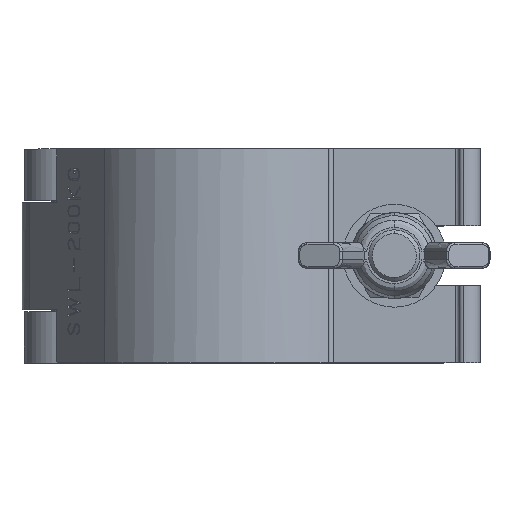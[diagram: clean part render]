
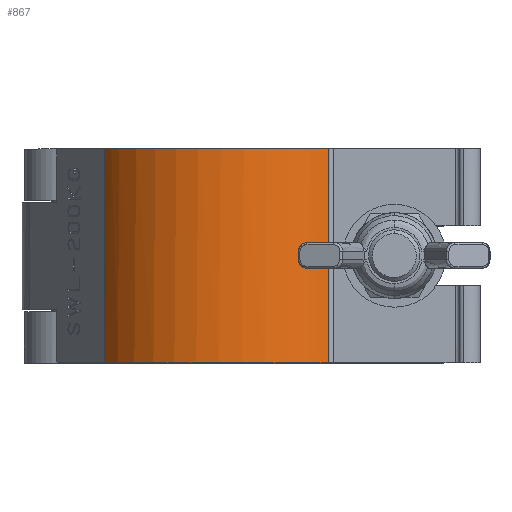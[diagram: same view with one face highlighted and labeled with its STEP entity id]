
A CAD part, top view. The second image highlights one B-rep face of the part: STEP entity #867.
In plain terms, the highlighted free-form (B-spline) face has degree [2, 1] with [9, 2] control points.
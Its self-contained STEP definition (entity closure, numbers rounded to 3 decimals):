
#867=ADVANCED_FACE('',(#1838),#15666,.T.);
#1838=FACE_OUTER_BOUND('',#2838,.T.);
#2838=EDGE_LOOP('',(#6744,#6745,#6746,#6747));
#6744=ORIENTED_EDGE('',*,*,#10020,.F.);
#6745=ORIENTED_EDGE('',*,*,#10022,.T.);
#6746=ORIENTED_EDGE('',*,*,#10023,.T.);
#6747=ORIENTED_EDGE('',*,*,#10024,.T.);
#10020=EDGE_CURVE('',#14466,#14467,#12188,.T.);
#10022=EDGE_CURVE('',#14466,#14468,#13018,.T.);
#10023=EDGE_CURVE('',#14468,#14469,#12190,.T.);
#10024=EDGE_CURVE('',#14469,#14467,#13019,.T.);
#12188=B_SPLINE_CURVE_WITH_KNOTS('',1,(#33015,#33016),.UNSPECIFIED.,.F.,
 .F.,(2,2),(-40.,10.),.UNSPECIFIED.);
#12190=B_SPLINE_CURVE_WITH_KNOTS('',1,(#33024,#33025),.UNSPECIFIED.,.F.,
 .F.,(2,2),(-40.,10.),.UNSPECIFIED.);
#13018=(
BOUNDED_CURVE()
B_SPLINE_CURVE(2,(#33019,#33020,#33021,#33022,#33023),.UNSPECIFIED.,.F.,
 .F.)
B_SPLINE_CURVE_WITH_KNOTS((3,2,3),(0.,30.035,60.07),
 .UNSPECIFIED.)
CURVE()
GEOMETRIC_REPRESENTATION_ITEM()
RATIONAL_B_SPLINE_CURVE((1.,0.911,1.,0.911,1.))
REPRESENTATION_ITEM('')
);
#13019=(
BOUNDED_CURVE()
B_SPLINE_CURVE(2,(#33026,#33027,#33028,#33029,#33030),.UNSPECIFIED.,.F.,
 .F.)
B_SPLINE_CURVE_WITH_KNOTS((3,2,3),(0.,30.035,60.07),
 .UNSPECIFIED.)
CURVE()
GEOMETRIC_REPRESENTATION_ITEM()
RATIONAL_B_SPLINE_CURVE((1.,0.911,1.,0.911,1.))
REPRESENTATION_ITEM('')
);
#14466=VERTEX_POINT('',#32661);
#14467=VERTEX_POINT('',#32662);
#14468=VERTEX_POINT('',#32663);
#14469=VERTEX_POINT('',#32664);
#15666=(
BOUNDED_SURFACE()
B_SPLINE_SURFACE(2,1,((#32130,#32131),(#32132,#32133),(#32134,#32135),(#32136,
#32137),(#32138,#32139),(#32140,#32141),(#32142,#32143),(#32144,#32145),
(#32146,#32147)),.UNSPECIFIED.,.T.,.F.,.F.)
B_SPLINE_SURFACE_WITH_KNOTS((3,2,2,2,3),(2,2),(0.,55.569,111.138,
166.706,222.275),(0.,50.02),.UNSPECIFIED.)
GEOMETRIC_REPRESENTATION_ITEM()
RATIONAL_B_SPLINE_SURFACE(((1.,1.),(0.707,0.707),
(1.,1.),(0.707,0.707),(1.,1.),(0.707,
0.707),(1.,1.),(0.707,0.707),(1.,1.)))
REPRESENTATION_ITEM('')
SURFACE()
);
#32130=CARTESIAN_POINT('',(-251.871,-1372.115,701.43));
#32131=CARTESIAN_POINT('',(-251.871,-1422.135,701.43));
#32132=CARTESIAN_POINT('',(-260.692,-1372.115,735.689));
#32133=CARTESIAN_POINT('',(-260.692,-1422.135,735.689));
#32134=CARTESIAN_POINT('',(-294.951,-1372.115,726.867));
#32135=CARTESIAN_POINT('',(-294.951,-1422.135,726.867));
#32136=CARTESIAN_POINT('',(-329.21,-1372.115,718.045));
#32137=CARTESIAN_POINT('',(-329.21,-1422.135,718.045));
#32138=CARTESIAN_POINT('',(-320.388,-1372.115,683.787));
#32139=CARTESIAN_POINT('',(-320.388,-1422.135,683.787));
#32140=CARTESIAN_POINT('',(-311.566,-1372.115,649.528));
#32141=CARTESIAN_POINT('',(-311.566,-1422.135,649.528));
#32142=CARTESIAN_POINT('',(-277.307,-1372.115,658.35));
#32143=CARTESIAN_POINT('',(-277.307,-1422.135,658.35));
#32144=CARTESIAN_POINT('',(-243.049,-1372.115,667.172));
#32145=CARTESIAN_POINT('',(-243.049,-1422.135,667.172));
#32146=CARTESIAN_POINT('',(-251.871,-1372.115,701.43));
#32147=CARTESIAN_POINT('',(-251.871,-1422.135,701.43));
#32661=CARTESIAN_POINT('',(-263.614,-1372.125,719.894));
#32662=CARTESIAN_POINT('',(-263.614,-1422.125,719.894));
#32663=CARTESIAN_POINT('',(-316.052,-1372.125,711.48));
#32664=CARTESIAN_POINT('',(-316.052,-1422.125,711.48));
#33015=CARTESIAN_POINT('',(-263.614,-1372.125,719.894));
#33016=CARTESIAN_POINT('',(-263.614,-1422.125,719.894));
#33019=CARTESIAN_POINT('',(-263.614,-1372.125,719.894));
#33020=CARTESIAN_POINT('',(-275.947,-1372.125,730.071));
#33021=CARTESIAN_POINT('',(-291.734,-1372.125,727.538));
#33022=CARTESIAN_POINT('',(-307.522,-1372.125,725.004));
#33023=CARTESIAN_POINT('',(-316.052,-1372.125,711.48));
#33024=CARTESIAN_POINT('',(-316.052,-1372.125,711.48));
#33025=CARTESIAN_POINT('',(-316.052,-1422.125,711.48));
#33026=CARTESIAN_POINT('',(-316.052,-1422.125,711.48));
#33027=CARTESIAN_POINT('',(-307.522,-1422.125,725.004));
#33028=CARTESIAN_POINT('',(-291.734,-1422.125,727.538));
#33029=CARTESIAN_POINT('',(-275.947,-1422.125,730.071));
#33030=CARTESIAN_POINT('',(-263.614,-1422.125,719.894));
